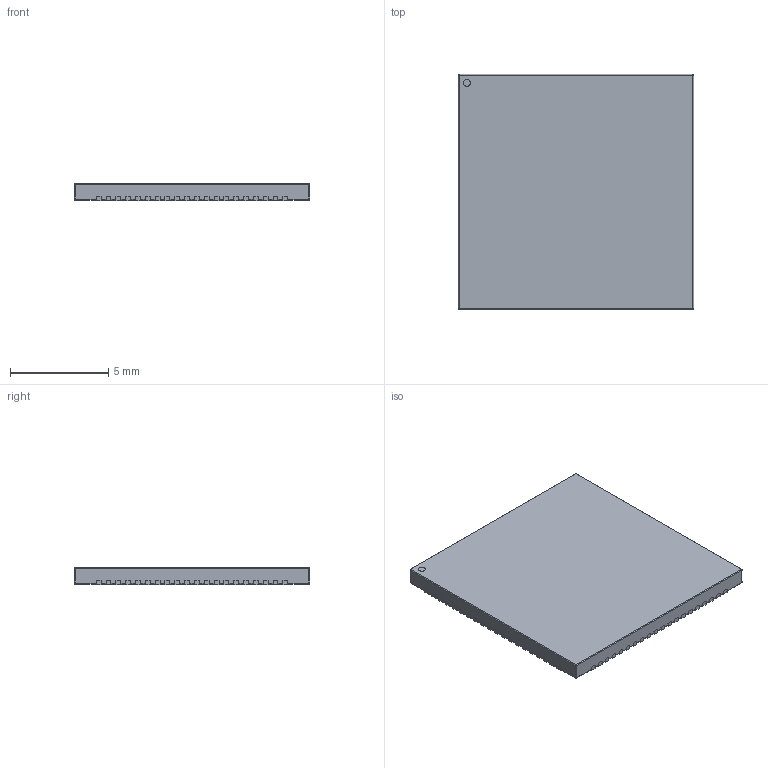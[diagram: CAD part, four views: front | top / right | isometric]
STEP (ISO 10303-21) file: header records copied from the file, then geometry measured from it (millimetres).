
FILE_DESCRIPTION(('FreeCAD Model'),'2;1');
FILE_NAME('QFN80_12x12_p0_5mm.step', '2016-06-07T12:13:25',('Author'),(''), 'Open CASCADE STEP processor 6.8','FreeCAD','Unknown');
FILE_SCHEMA(('AUTOMOTIVE_DESIGN_CC2 { 1 2 10303 214 -1 1 5 4 }'));
Length unit declared in the file: millimetre
Products named in the file (2): ASSEMBLY; QFN80_12x12_p0_5mm
Assembly tree (1 placements, depth 2):
  ASSEMBLY
    QFN80_12x12_p0_5mm
Bounding box: 12 x 12 x 0.88 mm (x, y, z)
Volume: 124.2 mm3; surface area: 331.2 mm2
Topology: 1 solids, 1 shells, 594 faces, 1754 edges, 1156 vertices
Faces by surface type: plane 413, cylinder 173, sphere 8
Full cylindrical faces by diameter (mm): 0.35 x1
Entity records: 46815 total; most frequent: CARTESIAN_POINT 8867, DIRECTION 6099, LINE 4133, VECTOR 4133, ORIENTED_EDGE 3492, PCURVE 3492, DEFINITIONAL_REPRESENTATION 3492, EDGE_CURVE 1746
